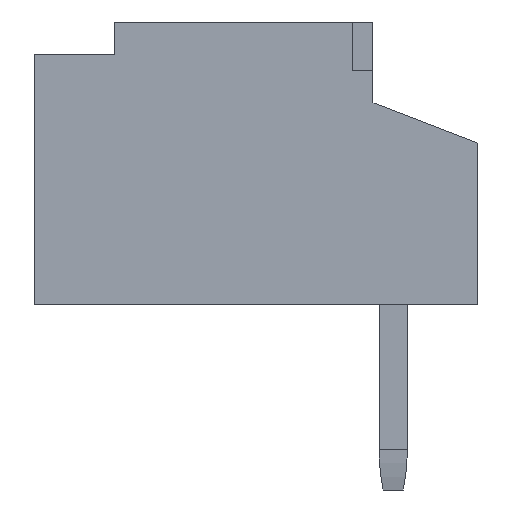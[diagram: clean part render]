
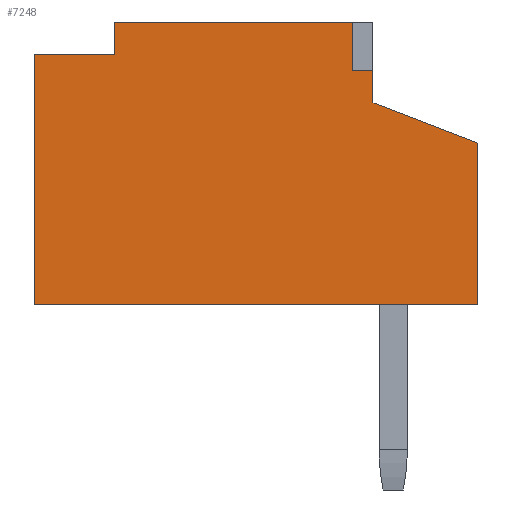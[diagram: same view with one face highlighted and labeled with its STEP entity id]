
A CAD part, left-side view. The second image highlights one B-rep face of the part: STEP entity #7248.
In plain terms, the highlighted planar face has unit normal (-1, 0, 0).
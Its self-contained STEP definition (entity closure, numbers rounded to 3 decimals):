
#9=DIRECTION('',(0.,0.,1.));
#10=VECTOR('',#9,2.);
#11=CARTESIAN_POINT('',(-10.25,-4.525,-1.9));
#12=LINE('',#11,#10);
#25=DIRECTION('',(0.,1.,0.));
#26=VECTOR('',#25,0.25);
#27=CARTESIAN_POINT('',(-10.25,-3.225,1.));
#28=LINE('',#27,#26);
#29=DIRECTION('',(0.,0.,-1.));
#30=VECTOR('',#29,0.4);
#31=CARTESIAN_POINT('',(-10.25,-3.225,1.));
#32=LINE('',#31,#30);
#33=DIRECTION('',(0.,0.933,0.359));
#34=VECTOR('',#33,1.393);
#35=CARTESIAN_POINT('',(-10.25,-4.525,0.1));
#36=LINE('',#35,#34);
#37=DIRECTION('',(0.,1.,0.));
#38=VECTOR('',#37,5.5);
#39=CARTESIAN_POINT('',(-10.25,-4.525,-1.9));
#40=LINE('',#39,#38);
#41=DIRECTION('',(0.,-1.,0.));
#42=VECTOR('',#41,1.);
#43=CARTESIAN_POINT('',(-10.25,0.975,1.2));
#44=LINE('',#43,#42);
#45=DIRECTION('',(0.,0.,-1.));
#46=VECTOR('',#45,0.4);
#47=CARTESIAN_POINT('',(-10.25,-0.025,1.6));
#48=LINE('',#47,#46);
#49=DIRECTION('',(0.,0.,-1.));
#50=VECTOR('',#49,0.6);
#51=CARTESIAN_POINT('',(-10.25,-2.975,1.6));
#52=LINE('',#51,#50);
#269=DIRECTION('',(0.,1.,0.));
#270=VECTOR('',#269,2.95);
#271=CARTESIAN_POINT('',(-10.25,-2.975,1.6));
#272=LINE('',#271,#270);
#361=DIRECTION('',(0.,0.,1.));
#362=VECTOR('',#361,3.1);
#363=CARTESIAN_POINT('',(-10.25,0.975,-1.9));
#364=LINE('',#363,#362);
#5509=CARTESIAN_POINT('',(-10.25,-4.525,-1.9));
#5510=CARTESIAN_POINT('',(-10.25,0.975,-1.9));
#5511=VERTEX_POINT('',#5509);
#5512=VERTEX_POINT('',#5510);
#5541=CARTESIAN_POINT('',(-10.25,-0.025,1.6));
#5542=CARTESIAN_POINT('',(-10.25,-0.025,1.2));
#5543=VERTEX_POINT('',#5541);
#5544=VERTEX_POINT('',#5542);
#5557=CARTESIAN_POINT('',(-10.25,0.975,1.2));
#5558=VERTEX_POINT('',#5557);
#6063=CARTESIAN_POINT('',(-10.25,-4.525,0.1));
#6065=VERTEX_POINT('',#6063);
#6071=CARTESIAN_POINT('',(-10.25,-3.225,0.6));
#6072=VERTEX_POINT('',#6071);
#6179=CARTESIAN_POINT('',(-10.25,-3.225,1.));
#6180=CARTESIAN_POINT('',(-10.25,-2.975,1.));
#6181=VERTEX_POINT('',#6179);
#6182=VERTEX_POINT('',#6180);
#6193=CARTESIAN_POINT('',(-10.25,-2.975,1.6));
#6194=VERTEX_POINT('',#6193);
#7223=CARTESIAN_POINT('',(-10.25,-4.525,-1.9));
#7224=DIRECTION('',(-1.,0.,0.));
#7225=DIRECTION('',(0.,0.,1.));
#7226=AXIS2_PLACEMENT_3D('',#7223,#7224,#7225);
#7227=PLANE('',#7226);
#7229=ORIENTED_EDGE('',*,*,#7228,.F.);
#7231=ORIENTED_EDGE('',*,*,#7230,.T.);
#7232=ORIENTED_EDGE('',*,*,#7199,.F.);
#7233=ORIENTED_EDGE('',*,*,#7172,.F.);
#7235=ORIENTED_EDGE('',*,*,#7234,.T.);
#7237=ORIENTED_EDGE('',*,*,#7236,.T.);
#7239=ORIENTED_EDGE('',*,*,#7238,.T.);
#7241=ORIENTED_EDGE('',*,*,#7240,.F.);
#7243=ORIENTED_EDGE('',*,*,#7242,.F.);
#7245=ORIENTED_EDGE('',*,*,#7244,.T.);
#7246=EDGE_LOOP('',(#7229,#7231,#7232,#7233,#7235,#7237,#7239,#7241,#7243,
#7245));
#7247=FACE_OUTER_BOUND('',#7246,.F.);
#7248=ADVANCED_FACE('',(#7247),#7227,.T.);
#7172=EDGE_CURVE('',#5511,#6065,#12,.T.);
#7199=EDGE_CURVE('',#6065,#6072,#36,.T.);
#7228=EDGE_CURVE('',#6181,#6182,#28,.T.);
#7230=EDGE_CURVE('',#6181,#6072,#32,.T.);
#7234=EDGE_CURVE('',#5511,#5512,#40,.T.);
#7236=EDGE_CURVE('',#5512,#5558,#364,.T.);
#7238=EDGE_CURVE('',#5558,#5544,#44,.T.);
#7240=EDGE_CURVE('',#5543,#5544,#48,.T.);
#7242=EDGE_CURVE('',#6194,#5543,#272,.T.);
#7244=EDGE_CURVE('',#6194,#6182,#52,.T.);
